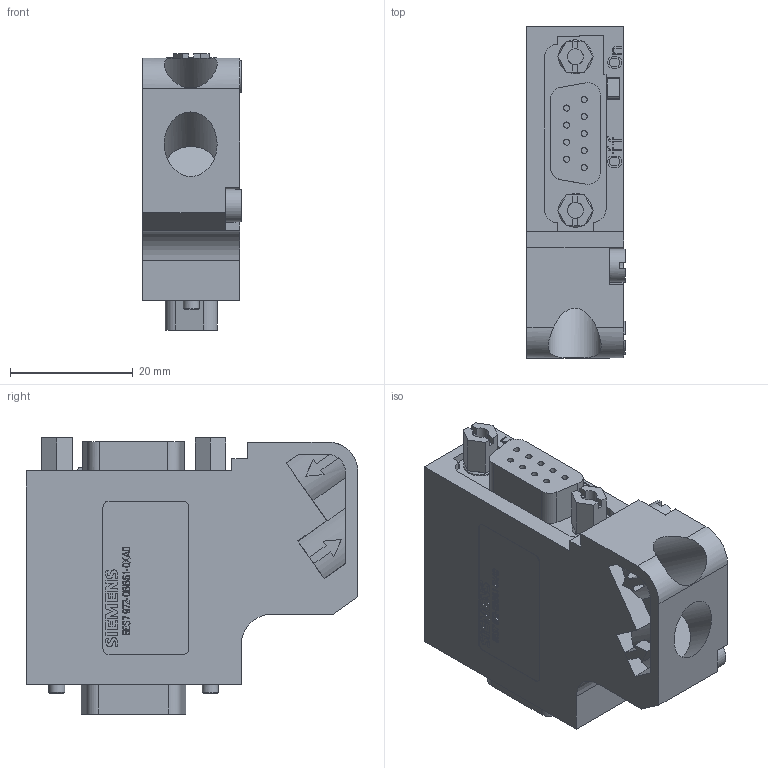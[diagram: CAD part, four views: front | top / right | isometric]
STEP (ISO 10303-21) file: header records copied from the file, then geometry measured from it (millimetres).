
FILE_DESCRIPTION(/* description */ (''),/* implementation_level */ '2;1');
FILE_NAME(/* name */ '6ES7972-0BB61-0XA0_3d.stp',/* time_stamp */ '2024-07-17T14:28:19+02:00',/* author */ (''),/* organization */ (''),/* preprocessor_version */ 'ST-DEVELOPER v18.102',/* originating_system */ 'SIEMENS PLM Software NX 2023',/* authorisation */ '');
FILE_SCHEMA (('AUTOMOTIVE_DESIGN { 1 0 10303 214 3 1 1 1 }'));
Length unit declared in the file: millimetre
Products named in the file (3): A5E37754313A_RS-AA_002_1-labeling; A5E37754311A_RS-AA_002_1-box; A5E37754304A_RS-AA_002_3-CAx_6ES79720BB610XA0
Assembly tree (2 placements, depth 2):
  A5E37754304A_RS-AA_002_3-CAx_6ES79720BB610XA0
    A5E37754311A_RS-AA_002_1-box
    A5E37754313A_RS-AA_002_1-labeling
Bounding box: 16 x 54 x 44.95 mm (x, y, z)
Volume: 26028.5 mm3; surface area: 9220.1 mm2
Topology: 26 solids, 26 shells, 1179 faces, 3151 edges, 2104 vertices
Faces by surface type: plane 993, extrusion 135, cylinder 47, bspline 2, cone 2
Full cylindrical faces by diameter (mm): 0.7 x5, 0.8 x4, 2.62 x4, 3.3 x2, 5.362 x1, 5.395 x1, 8.6 x2
Entity records: 49294 total; most frequent: CARTESIAN_POINT 12200, ORIENTED_EDGE 6202, DIRECTION 5071, EDGE_CURVE 3101, VECTOR 2663, LINE 2528, VERTEX_POINT 2088, EDGE_LOOP 1315
